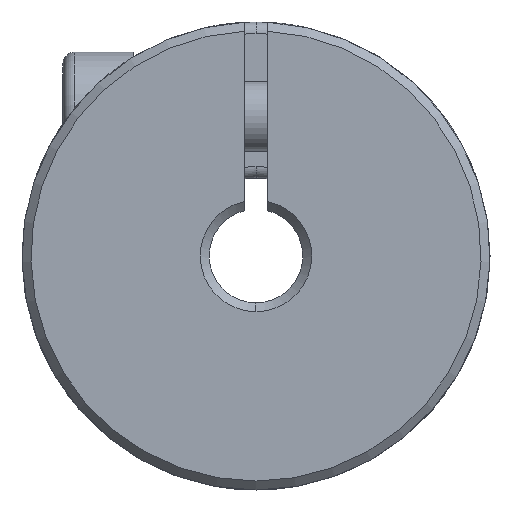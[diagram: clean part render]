
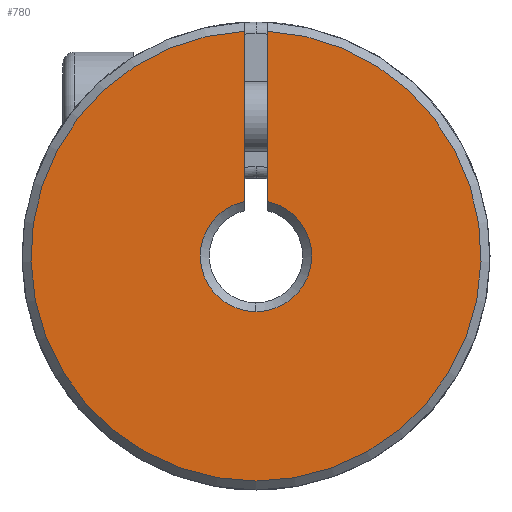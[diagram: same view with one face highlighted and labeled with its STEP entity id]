
A CAD part, left-side view. The second image highlights one B-rep face of the part: STEP entity #780.
In plain terms, the highlighted planar face has unit normal (-1, 0, 0).
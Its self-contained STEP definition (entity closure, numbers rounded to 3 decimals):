
#80 = EDGE_CURVE ( 'NONE', #1385, #1386, #2945, .T. ) ;
#137 = EDGE_CURVE ( 'NONE', #1427, #1428, #3513, .T. ) ;
#140 = EDGE_CURVE ( 'NONE', #1427, #1385, #3523, .T. ) ;
#141 = EDGE_CURVE ( 'NONE', #1426, #1428, #3525, .T. ) ;
#142 = EDGE_CURVE ( 'NONE', #1386, #1426, #3509, .T. ) ;
#780 = ADVANCED_FACE ( 'NONE', ( #3973 ), #5733, .T. ) ;
#1385 = VERTEX_POINT ( 'NONE', #7302 ) ;
#1386 = VERTEX_POINT ( 'NONE', #7303 ) ;
#1426 = VERTEX_POINT ( 'NONE', #7343 ) ;
#1427 = VERTEX_POINT ( 'NONE', #7344 ) ;
#1428 = VERTEX_POINT ( 'NONE', #7345 ) ;
#1849 = EDGE_LOOP ( 'NONE', ( #2163, #2164, #2165, #2166, #2167 ) ) ;
#2163 = ORIENTED_EDGE ( 'NONE', *, *, #142, .F. ) ;
#2164 = ORIENTED_EDGE ( 'NONE', *, *, #80, .F. ) ;
#2165 = ORIENTED_EDGE ( 'NONE', *, *, #140, .F. ) ;
#2166 = ORIENTED_EDGE ( 'NONE', *, *, #137, .T. ) ;
#2167 = ORIENTED_EDGE ( 'NONE', *, *, #141, .F. ) ;
#2945 = CIRCLE ( 'NONE', #3091, 2.381 ) ;
#3091 = AXIS2_PLACEMENT_3D ( 'NONE', #3406, #3415, #3416 ) ;
#3406 = CARTESIAN_POINT ( 'NONE',  ( -15., 0., 0. ) ) ;
#3415 = DIRECTION ( 'NONE',  ( -1., 0., 0. ) ) ;
#3416 = DIRECTION ( 'NONE',  ( 0., 0., -1. ) ) ;
#3509 = LINE ( 'NONE', #4177, #3515 ) ;
#3511 = VECTOR ( 'NONE', #4165, 1000. ) ;
#3513 = LINE ( 'NONE', #4164, #3511 ) ;
#3515 = VECTOR ( 'NONE', #4178, 1000. ) ;
#3523 = CIRCLE ( 'NONE', #4208, 2.381 ) ;
#3525 = CIRCLE ( 'NONE', #4205, 9.619 ) ;
#3973 = FACE_OUTER_BOUND ( 'NONE', #1849, .T. ) ;
#4164 = CARTESIAN_POINT ( 'NONE',  ( -15., 0.5, 0. ) ) ;
#4165 = DIRECTION ( 'NONE',  ( 0., 0., 1. ) ) ;
#4170 = CARTESIAN_POINT ( 'NONE',  ( -15., 0., 0. ) ) ;
#4171 = DIRECTION ( 'NONE',  ( -1., 0., 0. ) ) ;
#4172 = DIRECTION ( 'NONE',  ( 0., 0., -1. ) ) ;
#4173 = CARTESIAN_POINT ( 'NONE',  ( -15., 0., 0. ) ) ;
#4175 = DIRECTION ( 'NONE',  ( 1., 0., 0. ) ) ;
#4176 = DIRECTION ( 'NONE',  ( 0., 0., -1. ) ) ;
#4177 = CARTESIAN_POINT ( 'NONE',  ( -15., -0.5, 0. ) ) ;
#4178 = DIRECTION ( 'NONE',  ( 0., 0., 1. ) ) ;
#4205 = AXIS2_PLACEMENT_3D ( 'NONE', #4173, #4175, #4176 ) ;
#4208 = AXIS2_PLACEMENT_3D ( 'NONE', #4170, #4171, #4172 ) ;
#5046 = AXIS2_PLACEMENT_3D ( 'NONE', #5732, #5738, #5739 ) ;
#5732 = CARTESIAN_POINT ( 'NONE',  ( -15., 0., 0. ) ) ;
#5733 = PLANE ( 'NONE',  #5046 ) ;
#5738 = DIRECTION ( 'NONE',  ( -1., 0., 0. ) ) ;
#5739 = DIRECTION ( 'NONE',  ( 0., 0., -1. ) ) ;
#7302 = CARTESIAN_POINT ( 'NONE',  ( -15., 0., -2.381 ) ) ;
#7303 = CARTESIAN_POINT ( 'NONE',  ( -15., -0.5, 2.328 ) ) ;
#7343 = CARTESIAN_POINT ( 'NONE',  ( -15., -0.5, 9.606 ) ) ;
#7344 = CARTESIAN_POINT ( 'NONE',  ( -15., 0.5, 2.328 ) ) ;
#7345 = CARTESIAN_POINT ( 'NONE',  ( -15., 0.5, 9.606 ) ) ;
